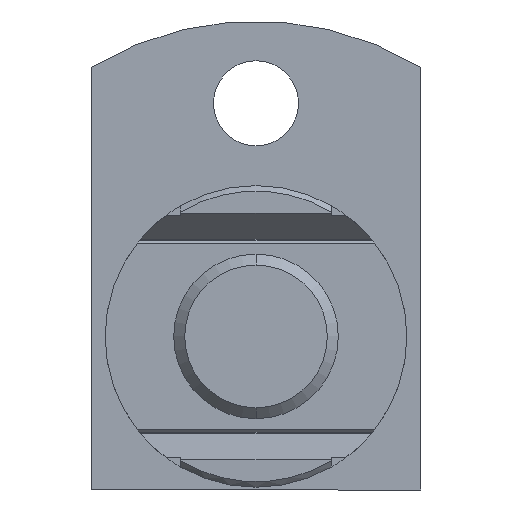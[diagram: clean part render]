
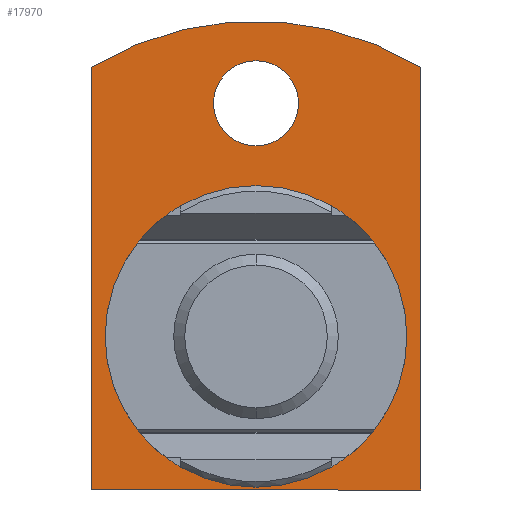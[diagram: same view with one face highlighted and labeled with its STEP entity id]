
A CAD part, front view. The second image highlights one B-rep face of the part: STEP entity #17970.
In plain terms, the highlighted planar face has unit normal (0, -1, 0).
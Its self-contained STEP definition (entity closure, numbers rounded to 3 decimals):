
#227 = ORIENTED_EDGE ( 'NONE', *, *, #7265, .T. ) ;
#594 = CARTESIAN_POINT ( 'NONE',  ( -5.5, -5., 0. ) ) ;
#1027 = DIRECTION ( 'NONE',  ( 0., 0., -1. ) ) ;
#1420 = AXIS2_PLACEMENT_3D ( 'NONE', #16121, #11972, #2391 ) ;
#2070 = ORIENTED_EDGE ( 'NONE', *, *, #5636, .T. ) ;
#2391 = DIRECTION ( 'NONE',  ( -1., 0., 0. ) ) ;
#2480 = EDGE_CURVE ( 'Defeature ausgef�hrt3_6+Defeature ausgef�hrt3_413+Defeature ausgef�hrt3_413+Defeature ausgef�hrt3_413', #7245, #14539, #12081, .T. ) ;
#2484 = CARTESIAN_POINT ( 'NONE',  ( 0., -5., 0. ) ) ;
#2494 = CIRCLE ( 'NONE', #9854, 1.55 ) ;
#2654 = DIRECTION ( 'NONE',  ( -1., 0., 0. ) ) ;
#2779 = VERTEX_POINT ( 'NONE', #4485 ) ;
#2862 = VERTEX_POINT ( 'NONE', #4240 ) ;
#3726 = ORIENTED_EDGE ( 'NONE', *, *, #5886, .T. ) ;
#4133 = DIRECTION ( 'NONE',  ( -1., 0., 0. ) ) ;
#4240 = CARTESIAN_POINT ( 'NONE',  ( 5.5, -5., 0. ) ) ;
#4485 = CARTESIAN_POINT ( 'NONE',  ( -6., -5., 9.811 ) ) ;
#4608 = ORIENTED_EDGE ( 'NONE', *, *, #15516, .T. ) ;
#4825 = LINE ( 'NONE', #8186, #17359 ) ;
#4847 = VECTOR ( 'NONE', #6054, 1000. ) ;
#5615 = CARTESIAN_POINT ( 'NONE',  ( -1.55, -5., 8.5 ) ) ;
#5636 = EDGE_CURVE ( 'Defeature ausgef�hrt3_6+Defeature ausgef�hrt3_16+Defeature ausgef�hrt3_1+Defeature ausgef�hrt3_28', #2779, #8124, #4825, .T. ) ;
#5788 = AXIS2_PLACEMENT_3D ( 'NONE', #2484, #12579, #8460 ) ;
#5855 = EDGE_CURVE ( 'Defeature ausgef�hrt3_1+Defeature ausgef�hrt3_6+Defeature ausgef�hrt3_16+Defeature ausgef�hrt3_17', #2779, #12104, #15549, .T. ) ;
#5886 = EDGE_CURVE ( 'Defeature ausgef�hrt3_6+Defeature ausgef�hrt3_7+Defeature ausgef�hrt3_7+Defeature ausgef�hrt3_7', #16009, #2862, #15316, .T. ) ;
#6054 = DIRECTION ( 'NONE',  ( 0., 0., 1. ) ) ;
#6257 = DIRECTION ( 'NONE',  ( -1., 0., 0. ) ) ;
#6404 = CARTESIAN_POINT ( 'NONE',  ( 0., -5., -5.6 ) ) ;
#6763 = PLANE ( 'NONE',  #15365 ) ;
#7001 = DIRECTION ( 'NONE',  ( 0., 1., 0. ) ) ;
#7103 = LINE ( 'NONE', #16001, #4847 ) ;
#7245 = VERTEX_POINT ( 'NONE', #5615 ) ;
#7246 = FACE_BOUND ( 'NONE', #17773, .T. ) ;
#7265 = EDGE_CURVE ( 'Defeature ausgef�hrt3_6+Defeature ausgef�hrt3_413+Defeature ausgef�hrt3_413+Defeature ausgef�hrt3_413', #14539, #7245, #2494, .T. ) ;
#7916 = CARTESIAN_POINT ( 'NONE',  ( 6., -5., -5.6 ) ) ;
#8124 = VERTEX_POINT ( 'NONE', #16672 ) ;
#8144 = AXIS2_PLACEMENT_3D ( 'NONE', #12350, #16250, #13414 ) ;
#8186 = CARTESIAN_POINT ( 'NONE',  ( -6., -5., 11.5 ) ) ;
#8271 = CARTESIAN_POINT ( 'NONE',  ( 0., -5., 11.5 ) ) ;
#8305 = VERTEX_POINT ( 'NONE', #7916 ) ;
#8399 = DIRECTION ( 'NONE',  ( 0., 1., 0. ) ) ;
#8460 = DIRECTION ( 'NONE',  ( -1., 0., 0. ) ) ;
#8643 = VECTOR ( 'NONE', #16509, 1000. ) ;
#8903 = ORIENTED_EDGE ( 'NONE', *, *, #2480, .T. ) ;
#9248 = CIRCLE ( 'NONE', #5788, 5.5 ) ;
#9854 = AXIS2_PLACEMENT_3D ( 'NONE', #14184, #7001, #2654 ) ;
#10477 = ORIENTED_EDGE ( 'NONE', *, *, #14853, .T. ) ;
#11026 = FACE_BOUND ( 'NONE', #15455, .T. ) ;
#11189 = ORIENTED_EDGE ( 'NONE', *, *, #5855, .F. ) ;
#11972 = DIRECTION ( 'NONE',  ( 0., 1., 0. ) ) ;
#12081 = CIRCLE ( 'NONE', #14202, 1.55 ) ;
#12104 = VERTEX_POINT ( 'NONE', #12646 ) ;
#12350 = CARTESIAN_POINT ( 'NONE',  ( 0., -5., 0. ) ) ;
#12579 = DIRECTION ( 'NONE',  ( 0., 1., 0. ) ) ;
#12646 = CARTESIAN_POINT ( 'NONE',  ( 6., -5., 9.811 ) ) ;
#12678 = LINE ( 'NONE', #6404, #8643 ) ;
#13414 = DIRECTION ( 'NONE',  ( -1., 0., 0. ) ) ;
#13494 = FACE_OUTER_BOUND ( 'NONE', #14334, .T. ) ;
#13581 = CARTESIAN_POINT ( 'NONE',  ( 0., -5., 8.5 ) ) ;
#14184 = CARTESIAN_POINT ( 'NONE',  ( 0., -5., 8.5 ) ) ;
#14202 = AXIS2_PLACEMENT_3D ( 'NONE', #13581, #17909, #6257 ) ;
#14334 = EDGE_LOOP ( 'NONE', ( #2070, #10477, #4608, #11189 ) ) ;
#14539 = VERTEX_POINT ( 'NONE', #16727 ) ;
#14853 = EDGE_CURVE ( 'Defeature ausgef�hrt3_6+Defeature ausgef�hrt3_28+Defeature ausgef�hrt3_16+Defeature ausgef�hrt3_17', #8124, #8305, #12678, .T. ) ;
#15316 = CIRCLE ( 'NONE', #8144, 5.5 ) ;
#15365 = AXIS2_PLACEMENT_3D ( 'NONE', #8271, #8399, #4133 ) ;
#15455 = EDGE_LOOP ( 'NONE', ( #8903, #227 ) ) ;
#15516 = EDGE_CURVE ( 'Defeature ausgef�hrt3_6+Defeature ausgef�hrt3_17+Defeature ausgef�hrt3_28+Defeature ausgef�hrt3_1', #8305, #12104, #7103, .T. ) ;
#15549 = CIRCLE ( 'NONE', #1420, 11.5 ) ;
#16001 = CARTESIAN_POINT ( 'NONE',  ( 6., -5., 11.5 ) ) ;
#16009 = VERTEX_POINT ( 'NONE', #594 ) ;
#16121 = CARTESIAN_POINT ( 'NONE',  ( 0., -5., 0. ) ) ;
#16250 = DIRECTION ( 'NONE',  ( 0., 1., 0. ) ) ;
#16509 = DIRECTION ( 'NONE',  ( 1., 0., 0. ) ) ;
#16672 = CARTESIAN_POINT ( 'NONE',  ( -6., -5., -5.6 ) ) ;
#16727 = CARTESIAN_POINT ( 'NONE',  ( 1.55, -5., 8.5 ) ) ;
#17359 = VECTOR ( 'NONE', #1027, 1000. ) ;
#17773 = EDGE_LOOP ( 'NONE', ( #3726, #17998 ) ) ;
#17909 = DIRECTION ( 'NONE',  ( 0., 1., 0. ) ) ;
#17970 = ADVANCED_FACE ( 'Defeature ausgef�hrt3_6', ( #11026, #13494, #7246 ), #6763, .F. ) ;
#17972 = EDGE_CURVE ( 'Defeature ausgef�hrt3_6+Defeature ausgef�hrt3_7+Defeature ausgef�hrt3_7+Defeature ausgef�hrt3_7', #2862, #16009, #9248, .T. ) ;
#17998 = ORIENTED_EDGE ( 'NONE', *, *, #17972, .T. ) ;
